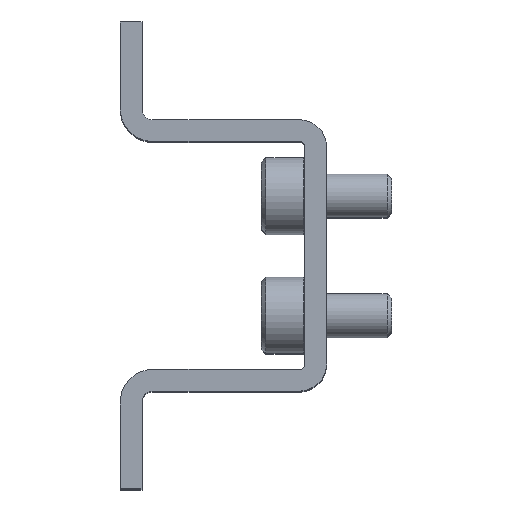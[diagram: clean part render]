
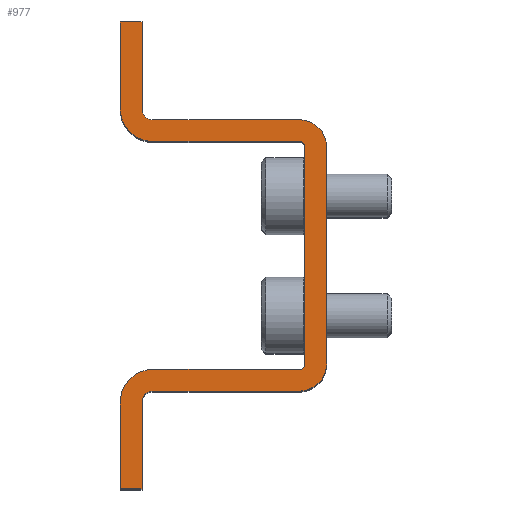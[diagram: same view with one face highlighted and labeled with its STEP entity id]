
A CAD part, top view. The second image highlights one B-rep face of the part: STEP entity #977.
In plain terms, the highlighted planar face has unit normal (0, 0, 1).
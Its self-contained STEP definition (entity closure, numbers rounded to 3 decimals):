
#82=LINE('',#1476,#160);
#87=LINE('',#1490,#165);
#93=LINE('',#1510,#171);
#96=LINE('',#1516,#174);
#101=LINE('',#1530,#179);
#105=LINE('',#1542,#183);
#109=LINE('',#1558,#187);
#113=LINE('',#1570,#191);
#119=LINE('',#1590,#197);
#122=LINE('',#1596,#200);
#127=LINE('',#1610,#205);
#131=LINE('',#1622,#209);
#160=VECTOR('',#1167,1000.);
#165=VECTOR('',#1180,1000.);
#171=VECTOR('',#1198,1000.);
#174=VECTOR('',#1203,1000.);
#179=VECTOR('',#1214,1000.);
#183=VECTOR('',#1226,1000.);
#187=VECTOR('',#1242,1000.);
#191=VECTOR('',#1254,1000.);
#197=VECTOR('',#1272,1000.);
#200=VECTOR('',#1277,1000.);
#205=VECTOR('',#1288,1000.);
#209=VECTOR('',#1300,1000.);
#336=ORIENTED_EDGE('',*,*,#504,.T.);
#337=ORIENTED_EDGE('',*,*,#508,.T.);
#338=ORIENTED_EDGE('',*,*,#511,.T.);
#339=ORIENTED_EDGE('',*,*,#514,.F.);
#340=ORIENTED_EDGE('',*,*,#521,.T.);
#341=ORIENTED_EDGE('',*,*,#524,.T.);
#342=ORIENTED_EDGE('',*,*,#531,.T.);
#343=ORIENTED_EDGE('',*,*,#534,.T.);
#344=ORIENTED_EDGE('',*,*,#537,.T.);
#345=ORIENTED_EDGE('',*,*,#540,.F.);
#346=ORIENTED_EDGE('',*,*,#545,.T.);
#347=ORIENTED_EDGE('',*,*,#548,.F.);
#348=ORIENTED_EDGE('',*,*,#551,.T.);
#349=ORIENTED_EDGE('',*,*,#554,.T.);
#350=ORIENTED_EDGE('',*,*,#561,.T.);
#351=ORIENTED_EDGE('',*,*,#564,.T.);
#352=ORIENTED_EDGE('',*,*,#571,.T.);
#353=ORIENTED_EDGE('',*,*,#574,.F.);
#354=ORIENTED_EDGE('',*,*,#577,.T.);
#355=ORIENTED_EDGE('',*,*,#579,.T.);
#504=EDGE_CURVE('',#637,#636,#82,.T.);
#508=EDGE_CURVE('',#636,#639,#722,.T.);
#511=EDGE_CURVE('',#639,#641,#87,.T.);
#514=EDGE_CURVE('',#643,#641,#724,.T.);
#521=EDGE_CURVE('',#643,#649,#93,.T.);
#524=EDGE_CURVE('',#649,#651,#96,.T.);
#531=EDGE_CURVE('',#651,#657,#101,.T.);
#534=EDGE_CURVE('',#657,#659,#730,.T.);
#537=EDGE_CURVE('',#659,#661,#105,.T.);
#540=EDGE_CURVE('',#663,#661,#732,.T.);
#545=EDGE_CURVE('',#663,#667,#109,.T.);
#548=EDGE_CURVE('',#669,#667,#736,.T.);
#551=EDGE_CURVE('',#669,#671,#113,.T.);
#554=EDGE_CURVE('',#671,#673,#738,.T.);
#561=EDGE_CURVE('',#673,#679,#119,.T.);
#564=EDGE_CURVE('',#679,#681,#122,.T.);
#571=EDGE_CURVE('',#681,#687,#127,.T.);
#574=EDGE_CURVE('',#689,#687,#744,.T.);
#577=EDGE_CURVE('',#689,#691,#131,.T.);
#579=EDGE_CURVE('',#691,#637,#746,.T.);
#636=VERTEX_POINT('',#1475);
#637=VERTEX_POINT('',#1477);
#639=VERTEX_POINT('',#1483);
#641=VERTEX_POINT('',#1489);
#643=VERTEX_POINT('',#1495);
#649=VERTEX_POINT('',#1509);
#651=VERTEX_POINT('',#1515);
#657=VERTEX_POINT('',#1529);
#659=VERTEX_POINT('',#1535);
#661=VERTEX_POINT('',#1541);
#663=VERTEX_POINT('',#1547);
#667=VERTEX_POINT('',#1557);
#669=VERTEX_POINT('',#1563);
#671=VERTEX_POINT('',#1569);
#673=VERTEX_POINT('',#1575);
#679=VERTEX_POINT('',#1589);
#681=VERTEX_POINT('',#1595);
#687=VERTEX_POINT('',#1609);
#689=VERTEX_POINT('',#1615);
#691=VERTEX_POINT('',#1621);
#722=CIRCLE('',#1048,2.5);
#724=CIRCLE('',#1052,1.);
#730=CIRCLE('',#1062,3.);
#732=CIRCLE('',#1066,0.5);
#736=CIRCLE('',#1072,0.5);
#738=CIRCLE('',#1076,3.);
#744=CIRCLE('',#1086,1.);
#746=CIRCLE('',#1090,2.5);
#795=EDGE_LOOP('',(#336,#337,#338,#339,#340,#341,#342,#343,#344,#345,#346,
#347,#348,#349,#350,#351,#352,#353,#354,#355));
#873=FACE_BOUND('',#795,.T.);
#936=PLANE('',#1091);
#977=ADVANCED_FACE('',(#873),#936,.T.);
#1048=AXIS2_PLACEMENT_3D('',#1484,#1174,#1175);
#1052=AXIS2_PLACEMENT_3D('',#1496,#1186,#1187);
#1062=AXIS2_PLACEMENT_3D('',#1536,#1220,#1221);
#1066=AXIS2_PLACEMENT_3D('',#1548,#1232,#1233);
#1072=AXIS2_PLACEMENT_3D('',#1564,#1248,#1249);
#1076=AXIS2_PLACEMENT_3D('',#1576,#1260,#1261);
#1086=AXIS2_PLACEMENT_3D('',#1616,#1294,#1295);
#1090=AXIS2_PLACEMENT_3D('',#1625,#1305,#1306);
#1091=AXIS2_PLACEMENT_3D('',#1626,#1307,#1308);
#1167=DIRECTION('',(0.,-1.,0.));
#1174=DIRECTION('',(0.,0.,1.));
#1175=DIRECTION('',(1.,0.,0.));
#1180=DIRECTION('',(1.,0.,0.));
#1186=DIRECTION('',(0.,0.,1.));
#1187=DIRECTION('',(1.,0.,0.));
#1198=DIRECTION('',(0.,-1.,0.));
#1203=DIRECTION('',(1.,0.,0.));
#1214=DIRECTION('',(0.,1.,0.));
#1220=DIRECTION('',(0.,0.,1.));
#1221=DIRECTION('',(1.,0.,0.));
#1226=DIRECTION('',(-1.,0.,0.));
#1232=DIRECTION('',(0.,0.,1.));
#1233=DIRECTION('',(1.,0.,0.));
#1242=DIRECTION('',(0.,1.,0.));
#1248=DIRECTION('',(0.,0.,1.));
#1249=DIRECTION('',(1.,0.,0.));
#1254=DIRECTION('',(1.,0.,0.));
#1260=DIRECTION('',(0.,0.,1.));
#1261=DIRECTION('',(1.,0.,0.));
#1272=DIRECTION('',(0.,1.,0.));
#1277=DIRECTION('',(-1.,0.,0.));
#1288=DIRECTION('',(0.,-1.,0.));
#1294=DIRECTION('',(0.,0.,1.));
#1295=DIRECTION('',(1.,0.,0.));
#1300=DIRECTION('',(-1.,0.,0.));
#1305=DIRECTION('',(0.,0.,1.));
#1306=DIRECTION('',(1.,0.,0.));
#1307=DIRECTION('',(0.,0.,1.));
#1308=DIRECTION('',(1.,0.,0.));
#1475=CARTESIAN_POINT('',(0.,-10.,6.));
#1476=CARTESIAN_POINT('',(0.,10.,6.));
#1477=CARTESIAN_POINT('',(0.,10.,6.));
#1483=CARTESIAN_POINT('',(2.5,-12.5,6.));
#1484=CARTESIAN_POINT('',(2.5,-10.,6.));
#1489=CARTESIAN_POINT('',(16.,-12.5,6.));
#1490=CARTESIAN_POINT('',(2.5,-12.5,6.));
#1495=CARTESIAN_POINT('',(17.,-13.5,6.));
#1496=CARTESIAN_POINT('',(16.,-13.5,6.));
#1509=CARTESIAN_POINT('',(17.,-21.5,6.));
#1510=CARTESIAN_POINT('',(17.,-13.5,6.));
#1515=CARTESIAN_POINT('',(19.,-21.5,6.));
#1516=CARTESIAN_POINT('',(17.,-21.5,6.));
#1529=CARTESIAN_POINT('',(19.,-13.5,6.));
#1530=CARTESIAN_POINT('',(19.,-21.5,6.));
#1535=CARTESIAN_POINT('',(16.,-10.5,6.));
#1536=CARTESIAN_POINT('',(16.,-13.5,6.));
#1541=CARTESIAN_POINT('',(2.5,-10.5,6.));
#1542=CARTESIAN_POINT('',(16.,-10.5,6.));
#1547=CARTESIAN_POINT('',(2.,-10.,6.));
#1548=CARTESIAN_POINT('',(2.5,-10.,6.));
#1557=CARTESIAN_POINT('',(2.,10.,6.));
#1558=CARTESIAN_POINT('',(2.,-10.,6.));
#1563=CARTESIAN_POINT('',(2.5,10.5,6.));
#1564=CARTESIAN_POINT('',(2.5,10.,6.));
#1569=CARTESIAN_POINT('',(16.,10.5,6.));
#1570=CARTESIAN_POINT('',(2.5,10.5,6.));
#1575=CARTESIAN_POINT('',(19.,13.5,6.));
#1576=CARTESIAN_POINT('',(16.,13.5,6.));
#1589=CARTESIAN_POINT('',(19.,21.5,6.));
#1590=CARTESIAN_POINT('',(19.,13.5,6.));
#1595=CARTESIAN_POINT('',(17.,21.5,6.));
#1596=CARTESIAN_POINT('',(19.,21.5,6.));
#1609=CARTESIAN_POINT('',(17.,13.5,6.));
#1610=CARTESIAN_POINT('',(17.,21.5,6.));
#1615=CARTESIAN_POINT('',(16.,12.5,6.));
#1616=CARTESIAN_POINT('',(16.,13.5,6.));
#1621=CARTESIAN_POINT('',(2.5,12.5,6.));
#1622=CARTESIAN_POINT('',(16.,12.5,6.));
#1625=CARTESIAN_POINT('',(2.5,10.,6.));
#1626=CARTESIAN_POINT('',(2.5,-10.,6.));
